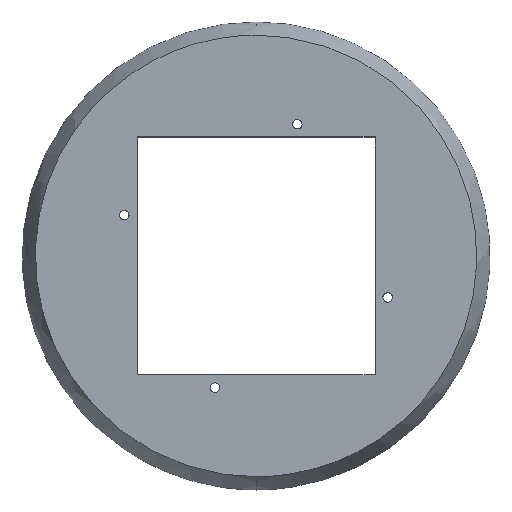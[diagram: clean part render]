
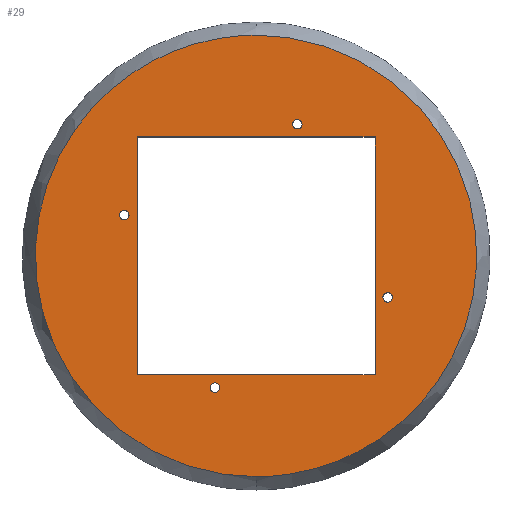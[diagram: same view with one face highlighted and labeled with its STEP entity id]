
A CAD part, top view. The second image highlights one B-rep face of the part: STEP entity #29.
In plain terms, the highlighted planar face has unit normal (0, 0, 1).
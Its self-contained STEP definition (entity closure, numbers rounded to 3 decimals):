
#14=FACE_BOUND($,#62,.T.);
#15=FACE_BOUND($,#63,.T.);
#16=FACE_BOUND($,#64,.T.);
#17=FACE_BOUND($,#65,.T.);
#18=FACE_BOUND($,#66,.T.);
#29=ADVANCED_FACE($,(#45,#14,#15,#16,#17,#18),#236,.T.);
#45=FACE_OUTER_BOUND($,#61,.T.);
#61=EDGE_LOOP($,(#102,#103));
#62=EDGE_LOOP($,(#104,#105));
#63=EDGE_LOOP($,(#106,#107));
#64=EDGE_LOOP($,(#108,#109));
#65=EDGE_LOOP($,(#110,#111));
#66=EDGE_LOOP($,(#112,#113,#114,#115));
#102=ORIENTED_EDGE($,*,*,#199,.F.);
#103=ORIENTED_EDGE($,*,*,#169,.F.);
#104=ORIENTED_EDGE($,*,*,#170,.T.);
#105=ORIENTED_EDGE($,*,*,#186,.F.);
#106=ORIENTED_EDGE($,*,*,#187,.F.);
#107=ORIENTED_EDGE($,*,*,#174,.T.);
#108=ORIENTED_EDGE($,*,*,#206,.T.);
#109=ORIENTED_EDGE($,*,*,#178,.T.);
#110=ORIENTED_EDGE($,*,*,#204,.T.);
#111=ORIENTED_EDGE($,*,*,#182,.T.);
#112=ORIENTED_EDGE($,*,*,#188,.F.);
#113=ORIENTED_EDGE($,*,*,#189,.F.);
#114=ORIENTED_EDGE($,*,*,#190,.F.);
#115=ORIENTED_EDGE($,*,*,#191,.F.);
#169=EDGE_CURVE($,#211,#208,#275,.T.);
#170=EDGE_CURVE($,#212,#213,#276,.T.);
#174=EDGE_CURVE($,#216,#217,#278,.T.);
#178=EDGE_CURVE($,#220,#221,#280,.T.);
#182=EDGE_CURVE($,#224,#225,#282,.T.);
#186=EDGE_CURVE($,#212,#213,#284,.T.);
#187=EDGE_CURVE($,#216,#217,#285,.T.);
#188=EDGE_CURVE($,#228,#229,#260,.T.);
#189=EDGE_CURVE($,#230,#228,#261,.T.);
#190=EDGE_CURVE($,#231,#230,#262,.T.);
#191=EDGE_CURVE($,#229,#231,#263,.T.);
#199=EDGE_CURVE($,#208,#211,#289,.T.);
#204=EDGE_CURVE($,#225,#224,#290,.T.);
#206=EDGE_CURVE($,#221,#220,#292,.T.);
#208=VERTEX_POINT($,#663);
#211=VERTEX_POINT($,#666);
#212=VERTEX_POINT($,#667);
#213=VERTEX_POINT($,#668);
#216=VERTEX_POINT($,#671);
#217=VERTEX_POINT($,#672);
#220=VERTEX_POINT($,#675);
#221=VERTEX_POINT($,#676);
#224=VERTEX_POINT($,#679);
#225=VERTEX_POINT($,#680);
#228=VERTEX_POINT($,#683);
#229=VERTEX_POINT($,#684);
#230=VERTEX_POINT($,#685);
#231=VERTEX_POINT($,#686);
#236=PLANE($,#382);
#260=B_SPLINE_CURVE_WITH_KNOTS($,1,(#482,#483),.UNSPECIFIED.,.F.,.F.,(2,
2),(-150.,0.),.UNSPECIFIED.);
#261=B_SPLINE_CURVE_WITH_KNOTS($,1,(#484,#485),.UNSPECIFIED.,.F.,.F.,(2,
2),(-150.,0.),.UNSPECIFIED.);
#262=B_SPLINE_CURVE_WITH_KNOTS($,1,(#486,#487),.UNSPECIFIED.,.F.,.F.,(2,
2),(-150.,0.),.UNSPECIFIED.);
#263=B_SPLINE_CURVE_WITH_KNOTS($,1,(#488,#489),.UNSPECIFIED.,.F.,.F.,(2,
2),(-150.,0.),.UNSPECIFIED.);
#275=(
BOUNDED_CURVE()
B_SPLINE_CURVE(3,(#412,#413,#414,#415),.UNSPECIFIED.,.F.,.F.)
B_SPLINE_CURVE_WITH_KNOTS((4,4),(-884.999,0.),.UNSPECIFIED.)
CURVE()
GEOMETRIC_REPRESENTATION_ITEM()
RATIONAL_B_SPLINE_CURVE((1.,0.333,0.333,1.))
REPRESENTATION_ITEM($)
);
#276=(
BOUNDED_CURVE()
B_SPLINE_CURVE(2,(#416,#417,#418,#419,#420),.UNSPECIFIED.,.F.,.F.)
B_SPLINE_CURVE_WITH_KNOTS((3,2,3),(0.,4.712,9.425),
.UNSPECIFIED.)
CURVE()
GEOMETRIC_REPRESENTATION_ITEM()
RATIONAL_B_SPLINE_CURVE((1.,0.707,1.,0.707,1.))
REPRESENTATION_ITEM($)
);
#278=(
BOUNDED_CURVE()
B_SPLINE_CURVE(2,(#430,#431,#432,#433,#434),.UNSPECIFIED.,.F.,.F.)
B_SPLINE_CURVE_WITH_KNOTS((3,2,3),(0.,4.712,9.425),
.UNSPECIFIED.)
CURVE()
GEOMETRIC_REPRESENTATION_ITEM()
RATIONAL_B_SPLINE_CURVE((1.,0.707,1.,0.707,1.))
REPRESENTATION_ITEM($)
);
#280=(
BOUNDED_CURVE()
B_SPLINE_CURVE(2,(#444,#445,#446,#447,#448),.UNSPECIFIED.,.F.,.F.)
B_SPLINE_CURVE_WITH_KNOTS((3,2,3),(0.,4.712,9.425),
.UNSPECIFIED.)
CURVE()
GEOMETRIC_REPRESENTATION_ITEM()
RATIONAL_B_SPLINE_CURVE((1.,0.707,1.,0.707,1.))
REPRESENTATION_ITEM($)
);
#282=(
BOUNDED_CURVE()
B_SPLINE_CURVE(2,(#458,#459,#460,#461,#462),.UNSPECIFIED.,.F.,.F.)
B_SPLINE_CURVE_WITH_KNOTS((3,2,3),(0.,4.712,9.425),
.UNSPECIFIED.)
CURVE()
GEOMETRIC_REPRESENTATION_ITEM()
RATIONAL_B_SPLINE_CURVE((1.,0.707,1.,0.707,1.))
REPRESENTATION_ITEM($)
);
#284=(
BOUNDED_CURVE()
B_SPLINE_CURVE(2,(#472,#473,#474,#475,#476),.UNSPECIFIED.,.F.,.F.)
B_SPLINE_CURVE_WITH_KNOTS((3,2,3),(-9.425,-4.712,0.),
.UNSPECIFIED.)
CURVE()
GEOMETRIC_REPRESENTATION_ITEM()
RATIONAL_B_SPLINE_CURVE((1.,0.707,1.,0.707,1.))
REPRESENTATION_ITEM($)
);
#285=(
BOUNDED_CURVE()
B_SPLINE_CURVE(2,(#477,#478,#479,#480,#481),.UNSPECIFIED.,.F.,.F.)
B_SPLINE_CURVE_WITH_KNOTS((3,2,3),(-9.425,-4.712,0.),
.UNSPECIFIED.)
CURVE()
GEOMETRIC_REPRESENTATION_ITEM()
RATIONAL_B_SPLINE_CURVE((1.,0.707,1.,0.707,1.))
REPRESENTATION_ITEM($)
);
#289=(
BOUNDED_CURVE()
B_SPLINE_CURVE(3,(#513,#514,#515,#516),.UNSPECIFIED.,.F.,.F.)
B_SPLINE_CURVE_WITH_KNOTS((4,4),(-884.999,0.),.UNSPECIFIED.)
CURVE()
GEOMETRIC_REPRESENTATION_ITEM()
RATIONAL_B_SPLINE_CURVE((1.,0.333,0.333,1.))
REPRESENTATION_ITEM($)
);
#290=(
BOUNDED_CURVE()
B_SPLINE_CURVE(2,(#525,#526,#527,#528,#529),.UNSPECIFIED.,.F.,.F.)
B_SPLINE_CURVE_WITH_KNOTS((3,2,3),(0.,4.712,9.425),
.UNSPECIFIED.)
CURVE()
GEOMETRIC_REPRESENTATION_ITEM()
RATIONAL_B_SPLINE_CURVE((1.,0.707,1.,0.707,1.))
REPRESENTATION_ITEM($)
);
#292=(
BOUNDED_CURVE()
B_SPLINE_CURVE(2,(#535,#536,#537,#538,#539),.UNSPECIFIED.,.F.,.F.)
B_SPLINE_CURVE_WITH_KNOTS((3,2,3),(0.,4.712,9.425),
.UNSPECIFIED.)
CURVE()
GEOMETRIC_REPRESENTATION_ITEM()
RATIONAL_B_SPLINE_CURVE((1.,0.707,1.,0.707,1.))
REPRESENTATION_ITEM($)
);
#382=AXIS2_PLACEMENT_3D($,#601,#391,$);
#391=DIRECTION($,(0.,0.,1.));
#412=CARTESIAN_POINT($,(-52.298,-191.951,38.06));
#413=CARTESIAN_POINT($,(-330.558,-191.951,38.06));
#414=CARTESIAN_POINT($,(-330.558,86.31,38.06));
#415=CARTESIAN_POINT($,(-52.298,86.31,38.06));
#416=CARTESIAN_POINT($,(-135.37,-29.975,38.06));
#417=CARTESIAN_POINT($,(-138.37,-29.975,38.06));
#418=CARTESIAN_POINT($,(-138.37,-26.975,38.06));
#419=CARTESIAN_POINT($,(-138.37,-23.975,38.06));
#420=CARTESIAN_POINT($,(-135.37,-23.975,38.06));
#430=CARTESIAN_POINT($,(-78.298,-138.845,38.06));
#431=CARTESIAN_POINT($,(-81.298,-138.845,38.06));
#432=CARTESIAN_POINT($,(-81.298,-135.845,38.06));
#433=CARTESIAN_POINT($,(-81.298,-132.845,38.06));
#434=CARTESIAN_POINT($,(-78.298,-132.845,38.06));
#444=CARTESIAN_POINT($,(30.678,-81.975,38.06));
#445=CARTESIAN_POINT($,(27.678,-81.975,38.06));
#446=CARTESIAN_POINT($,(27.678,-78.975,38.06));
#447=CARTESIAN_POINT($,(27.678,-75.975,38.06));
#448=CARTESIAN_POINT($,(30.678,-75.975,38.06));
#458=CARTESIAN_POINT($,(-26.298,27.204,38.06));
#459=CARTESIAN_POINT($,(-29.298,27.204,38.06));
#460=CARTESIAN_POINT($,(-29.298,30.204,38.06));
#461=CARTESIAN_POINT($,(-29.298,33.204,38.06));
#462=CARTESIAN_POINT($,(-26.298,33.204,38.06));
#472=CARTESIAN_POINT($,(-135.37,-29.975,38.06));
#473=CARTESIAN_POINT($,(-132.37,-29.975,38.06));
#474=CARTESIAN_POINT($,(-132.37,-26.975,38.06));
#475=CARTESIAN_POINT($,(-132.37,-23.975,38.06));
#476=CARTESIAN_POINT($,(-135.37,-23.975,38.06));
#477=CARTESIAN_POINT($,(-78.298,-138.845,38.06));
#478=CARTESIAN_POINT($,(-75.298,-138.845,38.06));
#479=CARTESIAN_POINT($,(-75.298,-135.845,38.06));
#480=CARTESIAN_POINT($,(-75.298,-132.845,38.06));
#481=CARTESIAN_POINT($,(-78.298,-132.845,38.06));
#482=CARTESIAN_POINT($,(-127.298,22.179,38.06));
#483=CARTESIAN_POINT($,(-127.298,-127.821,38.06));
#484=CARTESIAN_POINT($,(22.702,22.179,38.06));
#485=CARTESIAN_POINT($,(-127.298,22.179,38.06));
#486=CARTESIAN_POINT($,(22.702,-127.821,38.06));
#487=CARTESIAN_POINT($,(22.702,22.179,38.06));
#488=CARTESIAN_POINT($,(-127.298,-127.821,38.06));
#489=CARTESIAN_POINT($,(22.702,-127.821,38.06));
#513=CARTESIAN_POINT($,(-52.298,86.31,38.06));
#514=CARTESIAN_POINT($,(225.963,86.31,38.06));
#515=CARTESIAN_POINT($,(225.963,-191.951,38.06));
#516=CARTESIAN_POINT($,(-52.298,-191.951,38.06));
#525=CARTESIAN_POINT($,(-26.298,33.204,38.06));
#526=CARTESIAN_POINT($,(-23.298,33.204,38.06));
#527=CARTESIAN_POINT($,(-23.298,30.204,38.06));
#528=CARTESIAN_POINT($,(-23.298,27.204,38.06));
#529=CARTESIAN_POINT($,(-26.298,27.204,38.06));
#535=CARTESIAN_POINT($,(30.678,-75.975,38.06));
#536=CARTESIAN_POINT($,(33.678,-75.975,38.06));
#537=CARTESIAN_POINT($,(33.678,-78.975,38.06));
#538=CARTESIAN_POINT($,(33.678,-81.975,38.06));
#539=CARTESIAN_POINT($,(30.678,-81.975,38.06));
#601=CARTESIAN_POINT($,(-194.21,-194.733,38.06));
#663=CARTESIAN_POINT($,(-52.298,86.31,38.06));
#666=CARTESIAN_POINT($,(-52.298,-191.951,38.06));
#667=CARTESIAN_POINT($,(-135.37,-29.975,38.06));
#668=CARTESIAN_POINT($,(-135.37,-23.975,38.06));
#671=CARTESIAN_POINT($,(-78.298,-138.845,38.06));
#672=CARTESIAN_POINT($,(-78.298,-132.845,38.06));
#675=CARTESIAN_POINT($,(30.678,-81.975,38.06));
#676=CARTESIAN_POINT($,(30.678,-75.975,38.06));
#679=CARTESIAN_POINT($,(-26.298,27.204,38.06));
#680=CARTESIAN_POINT($,(-26.298,33.204,38.06));
#683=CARTESIAN_POINT($,(-127.298,22.179,38.06));
#684=CARTESIAN_POINT($,(-127.298,-127.821,38.06));
#685=CARTESIAN_POINT($,(22.702,22.179,38.06));
#686=CARTESIAN_POINT($,(22.702,-127.821,38.06));
